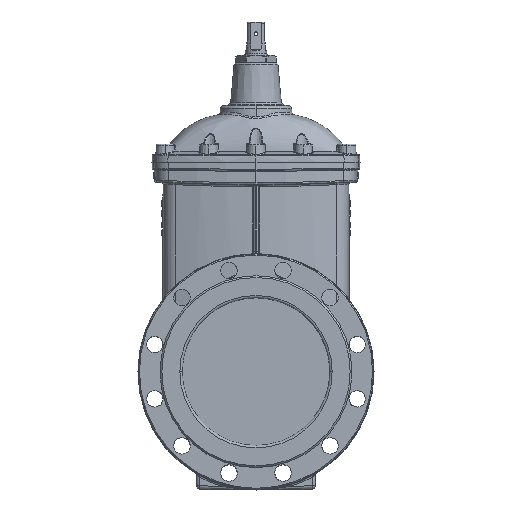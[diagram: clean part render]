
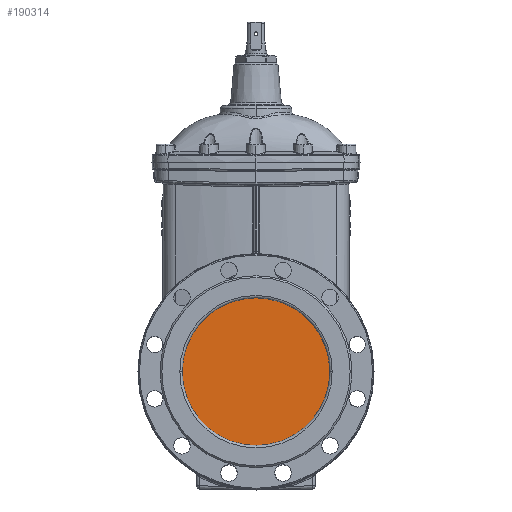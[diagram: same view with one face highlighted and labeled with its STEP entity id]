
A CAD part, top view. The second image highlights one B-rep face of the part: STEP entity #190314.
In plain terms, the highlighted planar face has unit normal (0, 0, 1).
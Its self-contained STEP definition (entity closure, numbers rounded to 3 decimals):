
#5041 = DIRECTION ( 'NONE',  ( -1., 0., 0. ) ) ;
#13838 = PLANE ( 'NONE',  #99261 ) ;
#25269 = VERTEX_POINT ( 'NONE', #114011 ) ;
#30685 = DIRECTION ( 'NONE',  ( 0., 0., -1. ) ) ;
#32558 = EDGE_CURVE ( 'NONE', #25269, #193428, #130218, .T. ) ;
#32851 = CARTESIAN_POINT ( 'NONE',  ( 0., -223., 121. ) ) ;
#40490 = ORIENTED_EDGE ( 'NONE', *, *, #144287, .T. ) ;
#49287 = AXIS2_PLACEMENT_3D ( 'NONE', #80779, #131283, #114425 ) ;
#62327 = FACE_OUTER_BOUND ( 'NONE', #196994, .T. ) ;
#80779 = CARTESIAN_POINT ( 'NONE',  ( 0., -355., 121. ) ) ;
#99261 = AXIS2_PLACEMENT_3D ( 'NONE', #32851, #30685, #182204 ) ;
#105309 = DIRECTION ( 'NONE',  ( 0., 0., 1. ) ) ;
#114011 = CARTESIAN_POINT ( 'NONE',  ( 125., -355., 121. ) ) ;
#114425 = DIRECTION ( 'NONE',  ( -1., 0., 0. ) ) ;
#120107 = AXIS2_PLACEMENT_3D ( 'NONE', #188788, #105309, #5041 ) ;
#130218 = CIRCLE ( 'NONE', #120107, 125. ) ;
#131283 = DIRECTION ( 'NONE',  ( 0., 0., 1. ) ) ;
#138286 = ORIENTED_EDGE ( 'NONE', *, *, #32558, .T. ) ;
#144287 = EDGE_CURVE ( 'NONE', #193428, #25269, #214039, .T. ) ;
#181500 = CARTESIAN_POINT ( 'NONE',  ( -125., -355., 121. ) ) ;
#182204 = DIRECTION ( 'NONE',  ( -1., 0., 0. ) ) ;
#188788 = CARTESIAN_POINT ( 'NONE',  ( 0., -355., 121. ) ) ;
#190314 = ADVANCED_FACE ( 'NONE', ( #62327 ), #13838, .F. ) ;
#193428 = VERTEX_POINT ( 'NONE', #181500 ) ;
#196994 = EDGE_LOOP ( 'NONE', ( #40490, #138286 ) ) ;
#214039 = CIRCLE ( 'NONE', #49287, 125. ) ;
